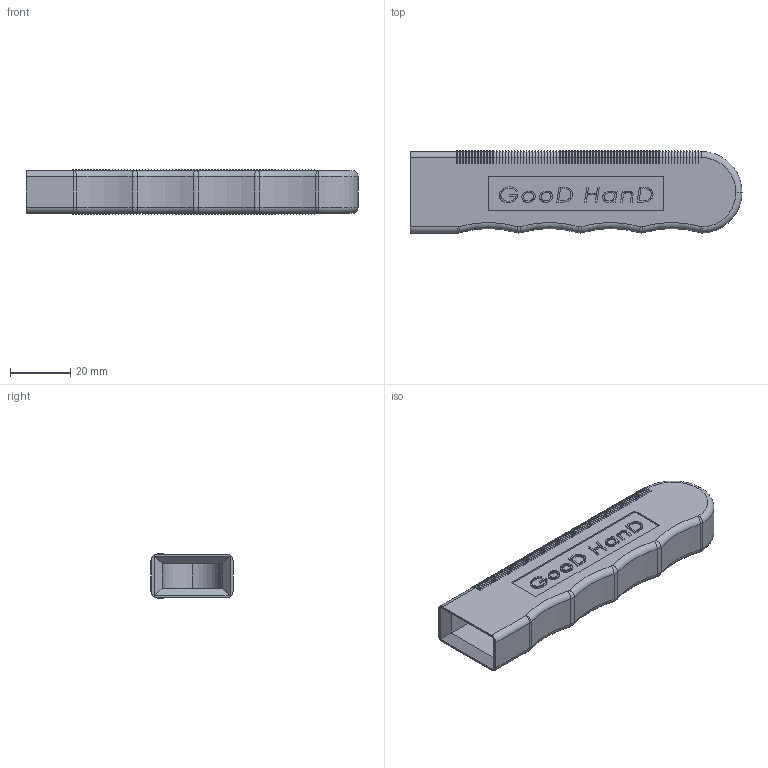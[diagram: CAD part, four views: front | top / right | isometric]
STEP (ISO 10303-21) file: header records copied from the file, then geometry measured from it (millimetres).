
FILE_DESCRIPTION (( 'STEP AP203' ), '1' );
FILE_NAME ('GH-GR-K03.STEP', '2023-02-21T07:33:50', ( '' ), ( '' ), 'SwSTEP 2.0', 'SolidWorks 2016', '' );
FILE_SCHEMA (( 'CONFIG_CONTROL_DESIGN' ));
Length unit declared in the file: millimetre
Products named in the file (1): GH-GR-K03
Bounding box: 110 x 27.2 x 14.6 mm (x, y, z)
Volume: 22502.8 mm3; surface area: 15538.4 mm2
Topology: 1 solids, 1 shells, 1132 faces, 3319 edges, 2204 vertices
Faces by surface type: plane 720, cylinder 340, bspline 50, torus 22
Entity records: 41076 total; most frequent: CARTESIAN_POINT 10546, ORIENTED_EDGE 6638, DIRECTION 6109, EDGE_CURVE 3319, VECTOR 2495, LINE 2495, VERTEX_POINT 2204, AXIS2_PLACEMENT_3D 1807
